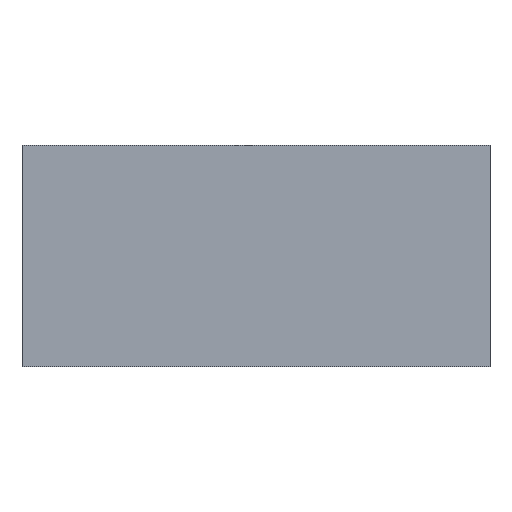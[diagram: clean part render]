
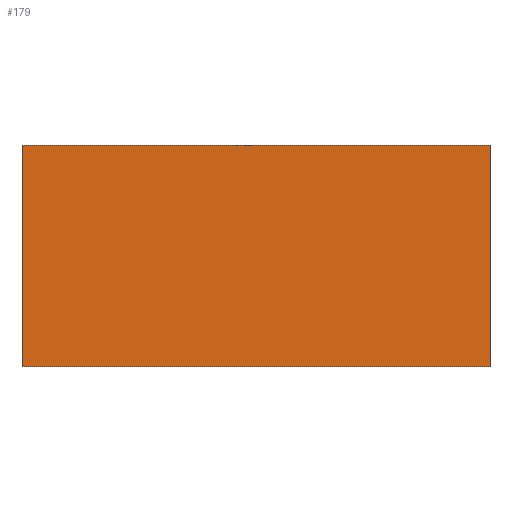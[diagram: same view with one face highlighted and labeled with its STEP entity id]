
A CAD part, front view. The second image highlights one B-rep face of the part: STEP entity #179.
In plain terms, the highlighted planar face has unit normal (0, -1, 0).
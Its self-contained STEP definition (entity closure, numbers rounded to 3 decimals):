
#120=CARTESIAN_POINT('Vertex',(-9.5,-23.25,-9.)) ;
#123=CARTESIAN_POINT('Line Origine',(-9.5,-23.25,-4.5)) ;
#127=CARTESIAN_POINT('Vertex',(-9.5,-23.25,0.)) ;
#149=CARTESIAN_POINT('Axis2P3D Location',(9.5,-23.25,0.)) ;
#154=CARTESIAN_POINT('Line Origine',(0.,-23.25,-9.)) ;
#158=CARTESIAN_POINT('Vertex',(9.5,-23.25,-9.)) ;
#161=CARTESIAN_POINT('Line Origine',(9.5,-23.25,-4.5)) ;
#165=CARTESIAN_POINT('Vertex',(9.5,-23.25,0.)) ;
#168=CARTESIAN_POINT('Line Origine',(0.,-23.25,0.)) ;
#124=DIRECTION('Vector Direction',(0.,0.,-1.)) ;
#150=DIRECTION('Axis2P3D Direction',(-0.,-1.,-0.)) ;
#151=DIRECTION('Axis2P3D XDirection',(-1.,0.,0.)) ;
#155=DIRECTION('Vector Direction',(-1.,0.,0.)) ;
#162=DIRECTION('Vector Direction',(0.,0.,-1.)) ;
#169=DIRECTION('Vector Direction',(-1.,0.,0.)) ;
#152=AXIS2_PLACEMENT_3D('Plane Axis2P3D',#149,#150,#151) ;
#174=ORIENTED_EDGE('',*,*,#160,.T.) ;
#175=ORIENTED_EDGE('',*,*,#167,.F.) ;
#176=ORIENTED_EDGE('',*,*,#172,.F.) ;
#177=ORIENTED_EDGE('',*,*,#129,.T.) ;
#125=VECTOR('Line Direction',#124,1.) ;
#156=VECTOR('Line Direction',#155,1.) ;
#163=VECTOR('Line Direction',#162,1.) ;
#170=VECTOR('Line Direction',#169,1.) ;
#179=ADVANCED_FACE('Corps principal',(#178),#153,.T.) ;
#129=EDGE_CURVE('',#128,#121,#126,.T.) ;
#160=EDGE_CURVE('',#121,#159,#157,.F.) ;
#167=EDGE_CURVE('',#166,#159,#164,.T.) ;
#172=EDGE_CURVE('',#128,#166,#171,.F.) ;
#173=EDGE_LOOP('',(#174,#175,#176,#177)) ;
#178=FACE_OUTER_BOUND('',#173,.T.) ;
#126=LINE('Line',#123,#125) ;
#157=LINE('Line',#154,#156) ;
#164=LINE('Line',#161,#163) ;
#171=LINE('Line',#168,#170) ;
#153=PLANE('Plane',#152) ;
#121=VERTEX_POINT('',#120) ;
#128=VERTEX_POINT('',#127) ;
#159=VERTEX_POINT('',#158) ;
#166=VERTEX_POINT('',#165) ;
